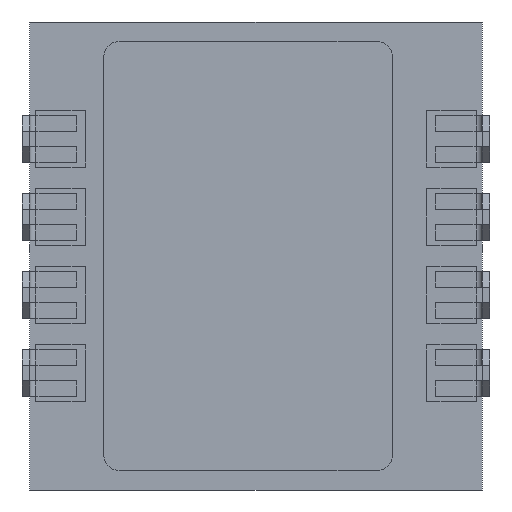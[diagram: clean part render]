
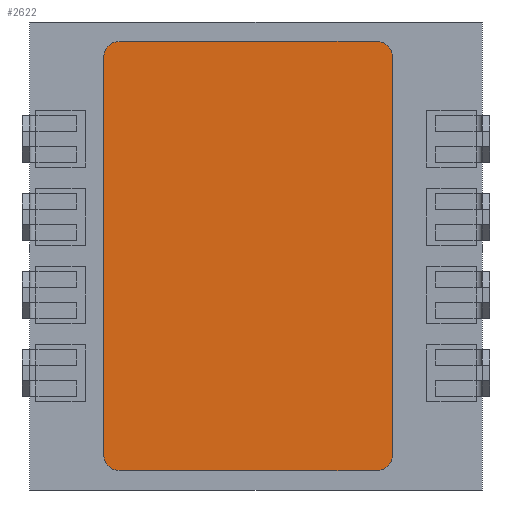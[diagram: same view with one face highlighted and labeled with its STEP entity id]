
A CAD part, front view. The second image highlights one B-rep face of the part: STEP entity #2622.
In plain terms, the highlighted planar face has unit normal (0, -1, 0).
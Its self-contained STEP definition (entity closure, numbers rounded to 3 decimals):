
#139=CIRCLE('',#2794,0.5);
#143=CIRCLE('',#2801,0.5);
#144=CIRCLE('',#2804,0.5);
#145=CIRCLE('',#2807,0.5);
#311=FACE_OUTER_BOUND('',#482,.T.);
#482=EDGE_LOOP('',(#2337,#2338,#2339,#2340,#2341,#2342,#2343,#2344));
#789=LINE('',#4216,#1089);
#795=LINE('',#4236,#1095);
#798=LINE('',#4244,#1098);
#800=LINE('',#4250,#1100);
#1089=VECTOR('',#3450,8.4);
#1095=VECTOR('',#3470,12.97);
#1098=VECTOR('',#3479,8.4);
#1100=VECTOR('',#3487,12.97);
#1311=VERTEX_POINT('',#4206);
#1312=VERTEX_POINT('',#4208);
#1314=VERTEX_POINT('',#4214);
#1320=VERTEX_POINT('',#4230);
#1321=VERTEX_POINT('',#4234);
#1322=VERTEX_POINT('',#4238);
#1323=VERTEX_POINT('',#4242);
#1324=VERTEX_POINT('',#4246);
#1646=EDGE_CURVE('',#1311,#1312,#139,.T.);
#1650=EDGE_CURVE('',#1314,#1311,#789,.T.);
#1658=EDGE_CURVE('',#1320,#1314,#143,.T.);
#1660=EDGE_CURVE('',#1321,#1320,#795,.T.);
#1662=EDGE_CURVE('',#1322,#1321,#144,.T.);
#1664=EDGE_CURVE('',#1323,#1322,#798,.T.);
#1666=EDGE_CURVE('',#1324,#1323,#145,.T.);
#1667=EDGE_CURVE('',#1312,#1324,#800,.T.);
#2337=ORIENTED_EDGE('',*,*,#1646,.F.);
#2338=ORIENTED_EDGE('',*,*,#1650,.F.);
#2339=ORIENTED_EDGE('',*,*,#1658,.F.);
#2340=ORIENTED_EDGE('',*,*,#1660,.F.);
#2341=ORIENTED_EDGE('',*,*,#1662,.F.);
#2342=ORIENTED_EDGE('',*,*,#1664,.F.);
#2343=ORIENTED_EDGE('',*,*,#1666,.F.);
#2344=ORIENTED_EDGE('',*,*,#1667,.F.);
#2482=PLANE('',#2809);
#2622=ADVANCED_FACE('',(#311),#2482,.T.);
#2794=AXIS2_PLACEMENT_3D('',#4209,#3443,#3444);
#2801=AXIS2_PLACEMENT_3D('',#4232,#3465,#3466);
#2804=AXIS2_PLACEMENT_3D('',#4240,#3474,#3475);
#2807=AXIS2_PLACEMENT_3D('',#4248,#3483,#3484);
#2809=AXIS2_PLACEMENT_3D('',#4251,#3488,#3489);
#3443=DIRECTION('center_axis',(0.,1.,0.));
#3444=DIRECTION('ref_axis',(-0.707,0.,-0.707));
#3450=DIRECTION('',(-1.,0.,0.));
#3465=DIRECTION('center_axis',(0.,1.,0.));
#3466=DIRECTION('ref_axis',(0.707,0.,-0.707));
#3470=DIRECTION('',(0.,0.,-1.));
#3474=DIRECTION('center_axis',(0.,1.,0.));
#3475=DIRECTION('ref_axis',(0.707,0.,0.707));
#3479=DIRECTION('',(1.,0.,0.));
#3483=DIRECTION('center_axis',(0.,1.,0.));
#3484=DIRECTION('ref_axis',(-0.707,0.,0.707));
#3487=DIRECTION('',(0.,0.,1.));
#3488=DIRECTION('center_axis',(0.,-1.,0.));
#3489=DIRECTION('ref_axis',(0.,0.,-1.));
#4206=CARTESIAN_POINT('',(-4.2,0.,-6.985));
#4208=CARTESIAN_POINT('',(-4.7,0.,-6.485));
#4209=CARTESIAN_POINT('Origin',(-4.2,0.,-6.485));
#4214=CARTESIAN_POINT('',(4.2,0.,-6.985));
#4216=CARTESIAN_POINT('',(4.7,0.,-6.985));
#4230=CARTESIAN_POINT('',(4.7,0.,-6.485));
#4232=CARTESIAN_POINT('Origin',(4.2,0.,-6.485));
#4234=CARTESIAN_POINT('',(4.7,0.,6.485));
#4236=CARTESIAN_POINT('',(4.7,0.,6.985));
#4238=CARTESIAN_POINT('',(4.2,0.,6.985));
#4240=CARTESIAN_POINT('Origin',(4.2,0.,6.485));
#4242=CARTESIAN_POINT('',(-4.2,0.,6.985));
#4244=CARTESIAN_POINT('',(-4.7,0.,6.985));
#4246=CARTESIAN_POINT('',(-4.7,0.,6.485));
#4248=CARTESIAN_POINT('Origin',(-4.2,0.,6.485));
#4250=CARTESIAN_POINT('',(-4.7,0.,-6.985));
#4251=CARTESIAN_POINT('Origin',(0.,0.,0.));
